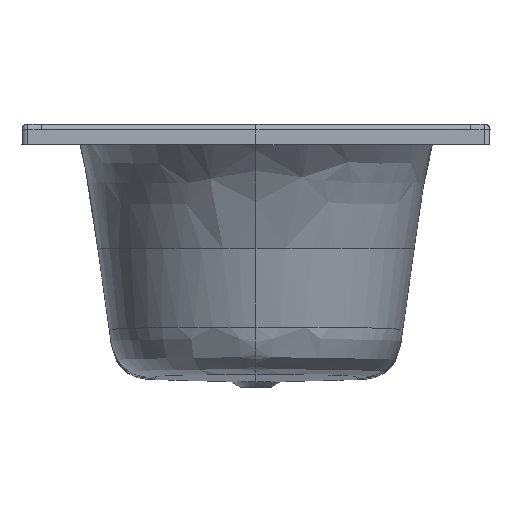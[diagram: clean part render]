
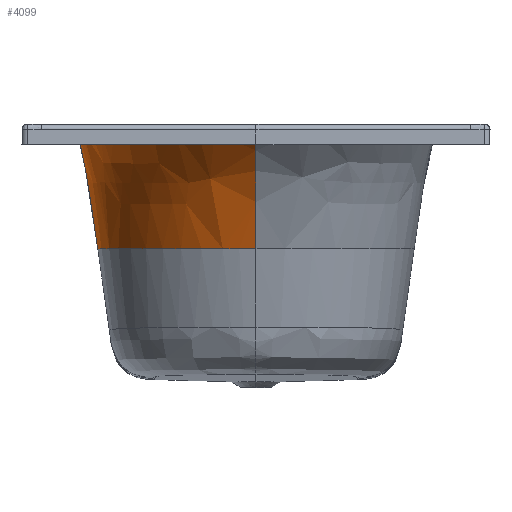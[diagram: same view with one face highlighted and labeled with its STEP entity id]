
A CAD part, left-side view. The second image highlights one B-rep face of the part: STEP entity #4099.
In plain terms, the highlighted free-form (B-spline) face has degree [3, 3] with [11, 5] control points.
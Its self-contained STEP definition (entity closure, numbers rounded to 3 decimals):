
#953=CARTESIAN_POINT('',(-800.775,0.,
-8.925));
#971=CARTESIAN_POINT('',(-800.775,0.,
-8.925));
#972=CARTESIAN_POINT('',(-800.777,15.659,-8.924));
#973=CARTESIAN_POINT('',(-798.458,46.976,-8.95));
#974=CARTESIAN_POINT('',(-788.022,92.917,-9.071));
#975=CARTESIAN_POINT('',(-773.514,129.41,-9.26));
#976=CARTESIAN_POINT('',(-758.468,156.906,-9.485));
#977=CARTESIAN_POINT('',(-749.833,169.985,-9.623));
#978=CARTESIAN_POINT('',(-745.247,176.33,-9.7));
#980=CARTESIAN_POINT('',(-745.247,176.33,-9.7));
#981=CARTESIAN_POINT('',(-740.799,182.486,-9.776));
#982=CARTESIAN_POINT('',(-731.398,194.433,-9.94));
#983=CARTESIAN_POINT('',(-715.861,211.124,-10.23));
#984=CARTESIAN_POINT('',(-699.006,226.48,-10.566));
#985=CARTESIAN_POINT('',(-686.976,235.773,-10.818));
#986=CARTESIAN_POINT('',(-680.786,240.172,-10.951));
#988=CARTESIAN_POINT('',(-680.786,240.172,-10.951));
#989=CARTESIAN_POINT('',(-670.962,247.139,-11.171));
#990=CARTESIAN_POINT('',(-650.458,259.852,-11.608));
#991=CARTESIAN_POINT('',(-617.688,275.196,-12.309));
#992=CARTESIAN_POINT('',(-583.478,286.95,-12.948));
#993=CARTESIAN_POINT('',(-548.326,295.442,-13.503));
#994=CARTESIAN_POINT('',(-512.608,301.053,-13.9));
#995=CARTESIAN_POINT('',(-476.607,304.296,-14.181));
#996=CARTESIAN_POINT('',(-446.514,305.483,-14.317));
#997=CARTESIAN_POINT('',(-422.428,305.869,-14.379));
#998=CARTESIAN_POINT('',(-410.384,305.943,-14.394));
#999=CARTESIAN_POINT('',(-404.362,305.967,-14.397));
#1001=DIRECTION('',(1.,0.003,0.));
#1002=VECTOR('',#1001,13.89);
#1003=CARTESIAN_POINT('',(-404.362,305.967,
-14.397));
#1004=LINE('',#1003,#1002);
#1005=CARTESIAN_POINT('',(-390.471,306.004,
-14.399));
#1006=CARTESIAN_POINT('',(-339.077,292.099,
-58.12));
#1007=CARTESIAN_POINT('',(-326.202,281.25,
-135.686));
#1008=CARTESIAN_POINT('',(-318.395,270.499,
-212.738));
#1010=CARTESIAN_POINT('',(-318.395,270.499,
-212.738));
#1011=CARTESIAN_POINT('',(-341.809,270.447,
-212.75));
#1012=CARTESIAN_POINT('',(-386.963,270.249,
-212.767));
#1013=CARTESIAN_POINT('',(-450.005,263.251,
-212.779));
#1014=CARTESIAN_POINT('',(-507.699,245.719,
-212.782));
#1015=CARTESIAN_POINT('',(-558.695,216.029,
-212.781));
#1016=CARTESIAN_POINT('',(-601.233,174.401,
-212.777));
#1017=CARTESIAN_POINT('',(-633.437,122.53,
-212.773));
#1018=CARTESIAN_POINT('',(-653.605,63.217,
-212.77));
#1019=CARTESIAN_POINT('',(-658.196,21.073,
-212.769));
#1020=CARTESIAN_POINT('',(-658.196,0.,
-212.769));
#1022=CARTESIAN_POINT('',(-658.196,0.,
-212.769));
#1023=CARTESIAN_POINT('',(-685.931,0.,
-135.351));
#1024=CARTESIAN_POINT('',(-726.335,0.,
-52.579));
#1025=CARTESIAN_POINT('',(-798.014,0.,
-10.46));
#1026=CARTESIAN_POINT('',(-800.775,0.,
-8.925));
#2498=VERTEX_POINT('',#953);
#2499=VERTEX_POINT('',#978);
#2500=VERTEX_POINT('',#986);
#2501=VERTEX_POINT('',#999);
#2502=CARTESIAN_POINT('',(-390.471,306.004,
-14.399));
#2503=VERTEX_POINT('',#2502);
#2504=VERTEX_POINT('',#1008);
#2505=VERTEX_POINT('',#1020);
#4028=CARTESIAN_POINT('',(-393.219,308.117,
-8.125));
#4029=CARTESIAN_POINT('',(-390.46,307.409,
-10.13));
#4030=CARTESIAN_POINT('',(-333.886,292.52,
-54.665));
#4031=CARTESIAN_POINT('',(-320.851,281.052,
-137.193));
#4032=CARTESIAN_POINT('',(-313.239,270.197,
-214.976));
#4033=CARTESIAN_POINT('',(-419.735,308.054,
-8.126));
#4034=CARTESIAN_POINT('',(-417.006,307.345,
-10.131));
#4035=CARTESIAN_POINT('',(-360.971,292.425,
-54.673));
#4036=CARTESIAN_POINT('',(-346.882,280.991,
-137.198));
#4037=CARTESIAN_POINT('',(-338.395,270.142,
-214.99));
#4038=CARTESIAN_POINT('',(-472.458,308.043,
-8.109));
#4039=CARTESIAN_POINT('',(-469.674,307.35,
-10.11));
#4040=CARTESIAN_POINT('',(-412.416,292.748,
-54.57));
#4041=CARTESIAN_POINT('',(-395.708,280.925,
-137.19));
#4042=CARTESIAN_POINT('',(-385.185,270.101,
-215.009));
#4043=CARTESIAN_POINT('',(-549.766,299.975,
-8.05));
#4044=CARTESIAN_POINT('',(-546.777,299.345,
-10.036));
#4045=CARTESIAN_POINT('',(-485.149,285.977,
-54.201));
#4046=CARTESIAN_POINT('',(-463.65,273.442,
-137.146));
#4047=CARTESIAN_POINT('',(-449.598,262.948,
-215.023));
#4048=CARTESIAN_POINT('',(-620.58,280.084,
-7.975));
#4049=CARTESIAN_POINT('',(-617.381,279.538,
-9.941));
#4050=CARTESIAN_POINT('',(-551.256,267.877,
-53.732));
#4051=CARTESIAN_POINT('',(-524.804,255.195,
-137.089));
#4052=CARTESIAN_POINT('',(-507.19,245.437,
-215.028));
#4053=CARTESIAN_POINT('',(-683.296,246.308,
-7.896));
#4054=CARTESIAN_POINT('',(-679.933,245.862,
-9.841));
#4055=CARTESIAN_POINT('',(-610.245,236.245,
-53.238));
#4056=CARTESIAN_POINT('',(-579.061,224.335,
-137.028));
#4057=CARTESIAN_POINT('',(-558.088,215.781,
-215.028));
#4058=CARTESIAN_POINT('',(-735.097,198.889,
-7.823));
#4059=CARTESIAN_POINT('',(-731.633,198.55,
-9.75));
#4060=CARTESIAN_POINT('',(-659.696,191.193,
-52.784));
#4061=CARTESIAN_POINT('',(-624.407,181.092,
-136.973));
#4062=CARTESIAN_POINT('',(-600.542,174.201,
-215.026));
#4063=CARTESIAN_POINT('',(-773.743,139.757,
-7.765));
#4064=CARTESIAN_POINT('',(-770.232,139.53,
-9.677));
#4065=CARTESIAN_POINT('',(-697.213,134.566,
-52.424));
#4066=CARTESIAN_POINT('',(-658.764,127.225,
-136.931));
#4067=CARTESIAN_POINT('',(-632.683,122.39,
-215.023));
#4068=CARTESIAN_POINT('',(-798.223,70.342,
-7.727));
#4069=CARTESIAN_POINT('',(-794.7,70.231,
-9.629));
#4070=CARTESIAN_POINT('',(-721.335,67.797,
-52.186));
#4071=CARTESIAN_POINT('',(-680.846,64.026,
-136.904));
#4072=CARTESIAN_POINT('',(-653.337,61.595,
-215.021));
#4073=CARTESIAN_POINT('',(-803.382,20.261,
-7.719));
#4074=CARTESIAN_POINT('',(-799.859,20.229,
-9.619));
#4075=CARTESIAN_POINT('',(-726.472,19.526,
-52.135));
#4076=CARTESIAN_POINT('',(-685.55,18.441,
-136.898));
#4077=CARTESIAN_POINT('',(-657.738,17.741,
-215.021));
#4078=CARTESIAN_POINT('',(-802.926,-5.66,
-7.72));
#4079=CARTESIAN_POINT('',(-799.404,-5.651,
-9.62));
#4080=CARTESIAN_POINT('',(-726.019,-5.455,
-52.14));
#4081=CARTESIAN_POINT('',(-685.135,-5.151,
-136.899));
#4082=CARTESIAN_POINT('',(-657.35,-4.956,
-215.021));
#4083=B_SPLINE_SURFACE_WITH_KNOTS('',3,3,((#4028,#4029,#4030,#4031,#4032),
(#4033,#4034,#4035,#4036,#4037),(#4038,#4039,#4040,#4041,#4042),(#4043,#4044,
#4045,#4046,#4047),(#4048,#4049,#4050,#4051,#4052),(#4053,#4054,#4055,#4056,
#4057),(#4058,#4059,#4060,#4061,#4062),(#4063,#4064,#4065,#4066,#4067),(#4068,
#4069,#4070,#4071,#4072),(#4073,#4074,#4075,#4076,#4077),(#4078,#4079,#4080,
#4081,#4082)),.UNSPECIFIED.,.F.,.F.,.F.,(4,1,1,1,1,1,1,1,4),(4,1,4),(
-7.345,104.796,209.591,314.387,
419.182,523.978,628.773,733.569,
846.59),(9.222,22.306,287.642),
.UNSPECIFIED.);
#4084=ORIENTED_EDGE('',*,*,#4019,.T.);
#4086=ORIENTED_EDGE('',*,*,#4085,.T.);
#4088=ORIENTED_EDGE('',*,*,#4087,.T.);
#4090=ORIENTED_EDGE('',*,*,#4089,.T.);
#4092=ORIENTED_EDGE('',*,*,#4091,.T.);
#4094=ORIENTED_EDGE('',*,*,#4093,.T.);
#4096=ORIENTED_EDGE('',*,*,#4095,.T.);
#4097=EDGE_LOOP('',(#4084,#4086,#4088,#4090,#4092,#4094,#4096));
#4098=FACE_OUTER_BOUND('',#4097,.F.);
#4099=ADVANCED_FACE('',(#4098),#4083,.T.);
#979=B_SPLINE_CURVE_WITH_KNOTS('',3,(#971,#972,#973,#974,#975,#976,#977,#978),
.UNSPECIFIED.,.F.,.F.,(4,1,1,1,1,4),(0.,0.25,0.5,
0.75,0.875,1.),.UNSPECIFIED.);
#987=B_SPLINE_CURVE_WITH_KNOTS('',3,(#980,#981,#982,#983,#984,#985,#986),
.UNSPECIFIED.,.F.,.F.,(4,1,1,1,4),(0.,0.25,0.5,
0.75,1.),.UNSPECIFIED.);
#1000=B_SPLINE_CURVE_WITH_KNOTS('',3,(#988,#989,#990,#991,#992,#993,#994,#995,
#996,#997,#998,#999),.UNSPECIFIED.,.F.,.F.,(4,1,1,1,1,1,1,1,1,4),(0.,
0.125,0.25,0.375,0.5,
0.625,0.75,0.875,0.938,1.),
.UNSPECIFIED.);
#1009=B_SPLINE_CURVE_WITH_KNOTS('',3,(#1005,#1006,#1007,#1008),.UNSPECIFIED.,
.F.,.F.,(4,4),(0.,1.),.UNSPECIFIED.);
#1021=B_SPLINE_CURVE_WITH_KNOTS('',3,(#1010,#1011,#1012,#1013,#1014,#1015,#1016,
#1017,#1018,#1019,#1020),.UNSPECIFIED.,.F.,.F.,(4,1,1,1,1,1,1,1,4),(0.,
0.125,0.25,0.375,0.5,
0.625,0.75,0.875,1.),.UNSPECIFIED.);
#1027=B_SPLINE_CURVE_WITH_KNOTS('',3,(#1022,#1023,#1024,#1025,#1026),
.UNSPECIFIED.,.F.,.F.,(4,1,4),(0.,0.962,1.),.UNSPECIFIED.);
#4019=EDGE_CURVE('',#2498,#2499,#979,.T.);
#4085=EDGE_CURVE('',#2499,#2500,#987,.T.);
#4087=EDGE_CURVE('',#2500,#2501,#1000,.T.);
#4089=EDGE_CURVE('',#2501,#2503,#1004,.T.);
#4091=EDGE_CURVE('',#2503,#2504,#1009,.T.);
#4093=EDGE_CURVE('',#2504,#2505,#1021,.T.);
#4095=EDGE_CURVE('',#2505,#2498,#1027,.T.);
